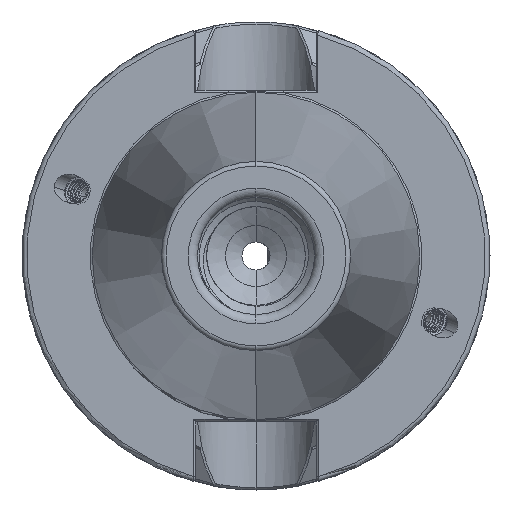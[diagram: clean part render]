
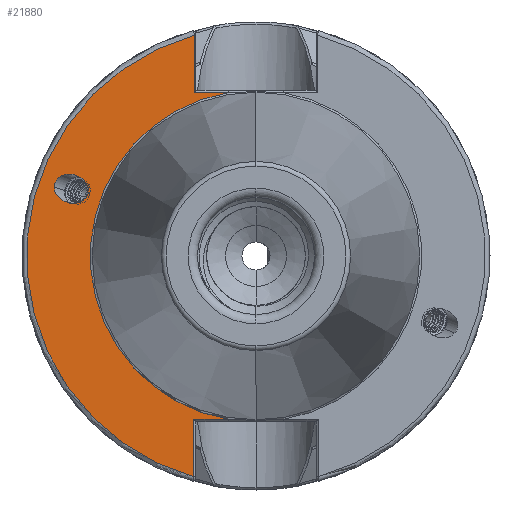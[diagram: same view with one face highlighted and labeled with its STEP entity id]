
A CAD part, left-side view. The second image highlights one B-rep face of the part: STEP entity #21880.
In plain terms, the highlighted planar face has unit normal (-1, 0, 0).
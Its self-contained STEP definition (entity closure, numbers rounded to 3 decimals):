
#194 = DIRECTION ( 'NONE',  ( 0., 0., -1. ) ) ;
#201 = CARTESIAN_POINT ( 'NONE',  ( 0., 0., 0. ) ) ;
#210 = DIRECTION ( 'NONE',  ( 1., 0., 0. ) ) ;
#363 = CARTESIAN_POINT ( 'NONE',  ( 0., 35.968, 13.091 ) ) ;
#386 = CARTESIAN_POINT ( 'NONE',  ( 0., 43.118, 14.766 ) ) ;
#397 = CARTESIAN_POINT ( 'NONE',  ( 0., 43.118, 9.99 ) ) ;
#398 = CARTESIAN_POINT ( 'NONE',  ( 0., 37.57, 8.69 ) ) ;
#603 = DIRECTION ( 'NONE',  ( 0., -1., 0. ) ) ;
#619 = CARTESIAN_POINT ( 'NONE',  ( 0., 35.398, 34.9 ) ) ;
#626 = CARTESIAN_POINT ( 'NONE',  ( 0., -12.85, -34.9 ) ) ;
#640 = DIRECTION ( 'NONE',  ( 0., 1., 0. ) ) ;
#759 = DIRECTION ( 'NONE',  ( 0., 0., -1. ) ) ;
#778 = DIRECTION ( 'NONE',  ( 1., 0., 0. ) ) ;
#782 = CARTESIAN_POINT ( 'NONE',  ( 0., 0., 0. ) ) ;
#798 = DIRECTION ( 'NONE',  ( 0., 0., 1. ) ) ;
#845 = CARTESIAN_POINT ( 'NONE',  ( 0., 13.194, 0. ) ) ;
#1199 = EDGE_CURVE ( 'NONE', #23230, #23259, #11166, .T. ) ;
#1214 = EDGE_CURVE ( 'NONE', #23344, #18401, #11716, .T. ) ;
#1233 = EDGE_CURVE ( 'NONE', #23231, #23230, #11215, .T. ) ;
#1235 = EDGE_CURVE ( 'NONE', #23259, #23214, #11196, .T. ) ;
#1241 = EDGE_CURVE ( 'NONE', #23219, #23215, #11210, .T. ) ;
#1252 = EDGE_CURVE ( 'NONE', #23214, #23215, #11208, .T. ) ;
#2290 = ORIENTED_EDGE ( 'NONE', *, *, #14699, .F. ) ;
#2294 = ORIENTED_EDGE ( 'NONE', *, *, #14500, .T. ) ;
#2301 = ORIENTED_EDGE ( 'NONE', *, *, #1241, .F. ) ;
#2302 = ORIENTED_EDGE ( 'NONE', *, *, #1233, .T. ) ;
#2306 = ORIENTED_EDGE ( 'NONE', *, *, #1252, .T. ) ;
#2308 = ORIENTED_EDGE ( 'NONE', *, *, #1235, .T. ) ;
#2326 = ORIENTED_EDGE ( 'NONE', *, *, #1214, .F. ) ;
#2343 = ORIENTED_EDGE ( 'NONE', *, *, #1199, .T. ) ;
#2363 = ORIENTED_EDGE ( 'NONE', *, *, #14671, .F. ) ;
#4640 = CARTESIAN_POINT ( 'NONE',  ( 0., 13.279, -35.4 ) ) ;
#4664 = DIRECTION ( 'NONE',  ( 0., 0., 1. ) ) ;
#8563 = DIRECTION ( 'NONE',  ( 0., 0., 1. ) ) ;
#8582 = PLANE ( 'NONE',  #15942 ) ;
#8589 = DIRECTION ( 'NONE',  ( -1., 0., 0. ) ) ;
#8594 = CARTESIAN_POINT ( 'NONE',  ( 0., 35.398, 0. ) ) ;
#11166 = CIRCLE ( 'NONE', #17494, 35.398 ) ;
#11193 = VECTOR ( 'NONE', #640, 1000. ) ;
#11196 = LINE ( 'NONE', #619, #11193 ) ;
#11208 = LINE ( 'NONE', #845, #11218 ) ;
#11210 = CIRCLE ( 'NONE', #17479, 49. ) ;
#11215 = LINE ( 'NONE', #626, #11235 ) ;
#11218 = VECTOR ( 'NONE', #798, 1000. ) ;
#11235 = VECTOR ( 'NONE', #603, 1000. ) ;
#11366 = VECTOR ( 'NONE', #4664, 1000. ) ;
#11402 = LINE ( 'NONE', #4640, #11366 ) ;
#11716 =( BOUNDED_CURVE ( )  B_SPLINE_CURVE ( 3, ( #386, #397, #398, #363 ),
 .UNSPECIFIED., .F., .F. ) 
 B_SPLINE_CURVE_WITH_KNOTS ( ( 4, 4 ),
 ( 3.431, 6.283 ),
 .UNSPECIFIED. ) 
 CURVE ( )  GEOMETRIC_REPRESENTATION_ITEM ( )  RATIONAL_B_SPLINE_CURVE ( ( 1., 0.43, 0.43, 1. ) ) 
 REPRESENTATION_ITEM ( '' )  );
#12759 = CARTESIAN_POINT ( 'NONE',  ( 0., 35.816, 13.963 ) ) ;
#12774 = CARTESIAN_POINT ( 'NONE',  ( 0., 43.118, 14.766 ) ) ;
#12826 = CARTESIAN_POINT ( 'NONE',  ( 0., 35.816, 20.184 ) ) ;
#12831 = CARTESIAN_POINT ( 'NONE',  ( 0., 43.118, 20.987 ) ) ;
#14500 = EDGE_CURVE ( 'NONE', #23219, #23231, #11402, .T. ) ;
#14671 = EDGE_CURVE ( 'NONE', #18437, #23344, #17579, .T. ) ;
#14699 = EDGE_CURVE ( 'NONE', #18401, #18437, #17607, .T. ) ;
#15541 = FACE_BOUND ( 'NONE', #23679, .T. ) ;
#15570 = FACE_OUTER_BOUND ( 'NONE', #23674, .T. ) ;
#15942 = AXIS2_PLACEMENT_3D ( 'NONE', #8594, #8589, #8563 ) ;
#16215 = CARTESIAN_POINT ( 'NONE',  ( 0., 35.816, 13.963 ) ) ;
#17479 = AXIS2_PLACEMENT_3D ( 'NONE', #782, #778, #759 ) ;
#17494 = AXIS2_PLACEMENT_3D ( 'NONE', #201, #210, #194 ) ;
#17579 =( BOUNDED_CURVE ( )  B_SPLINE_CURVE ( 3, ( #12759, #12826, #12831, #12774 ),
 .UNSPECIFIED., .F., .F. ) 
 B_SPLINE_CURVE_WITH_KNOTS ( ( 4, 4 ),
 ( 0.29, 3.431 ),
 .UNSPECIFIED. ) 
 CURVE ( )  GEOMETRIC_REPRESENTATION_ITEM ( )  RATIONAL_B_SPLINE_CURVE ( ( 1., 0.333, 0.333, 1. ) ) 
 REPRESENTATION_ITEM ( '' )  );
#17607 =( BOUNDED_CURVE ( )  B_SPLINE_CURVE ( 3, ( #22386, #22337, #22432, #22425 ),
 .UNSPECIFIED., .F., .F. ) 
 B_SPLINE_CURVE_WITH_KNOTS ( ( 4, 4 ),
 ( 0., 0.29 ),
 .UNSPECIFIED. ) 
 CURVE ( )  GEOMETRIC_REPRESENTATION_ITEM ( )  RATIONAL_B_SPLINE_CURVE ( ( 1., 0.993, 0.993, 1. ) ) 
 REPRESENTATION_ITEM ( '' )  );
#18401 = VERTEX_POINT ( 'NONE', #22290 ) ;
#18437 = VERTEX_POINT ( 'NONE', #16215 ) ;
#20994 = CARTESIAN_POINT ( 'NONE',  ( 0., 5.916, 34.9 ) ) ;
#21002 = CARTESIAN_POINT ( 'NONE',  ( 0., 13.279, -34.9 ) ) ;
#21082 = CARTESIAN_POINT ( 'NONE',  ( 0., 43.118, 14.766 ) ) ;
#21530 = CARTESIAN_POINT ( 'NONE',  ( 0., 5.916, -34.9 ) ) ;
#21539 = CARTESIAN_POINT ( 'NONE',  ( 0., 13.194, 47.19 ) ) ;
#21542 = CARTESIAN_POINT ( 'NONE',  ( 0., 13.279, -47.166 ) ) ;
#21553 = CARTESIAN_POINT ( 'NONE',  ( 0., 13.194, 34.9 ) ) ;
#21880 = ADVANCED_FACE ( 'NONE', ( #15541, #15570 ), #8582, .T. ) ;
#22290 = CARTESIAN_POINT ( 'NONE',  ( 0., 35.968, 13.091 ) ) ;
#22337 = CARTESIAN_POINT ( 'NONE',  ( 0., 35.867, 13.369 ) ) ;
#22386 = CARTESIAN_POINT ( 'NONE',  ( 0., 35.968, 13.091 ) ) ;
#22425 = CARTESIAN_POINT ( 'NONE',  ( 0., 35.816, 13.963 ) ) ;
#22432 = CARTESIAN_POINT ( 'NONE',  ( 0., 35.816, 13.662 ) ) ;
#23214 = VERTEX_POINT ( 'NONE', #21553 ) ;
#23215 = VERTEX_POINT ( 'NONE', #21539 ) ;
#23219 = VERTEX_POINT ( 'NONE', #21542 ) ;
#23230 = VERTEX_POINT ( 'NONE', #21530 ) ;
#23231 = VERTEX_POINT ( 'NONE', #21002 ) ;
#23259 = VERTEX_POINT ( 'NONE', #20994 ) ;
#23344 = VERTEX_POINT ( 'NONE', #21082 ) ;
#23674 = EDGE_LOOP ( 'NONE', ( #2301, #2294, #2302, #2343, #2308, #2306 ) ) ;
#23679 = EDGE_LOOP ( 'NONE', ( #2290, #2326, #2363 ) ) ;
